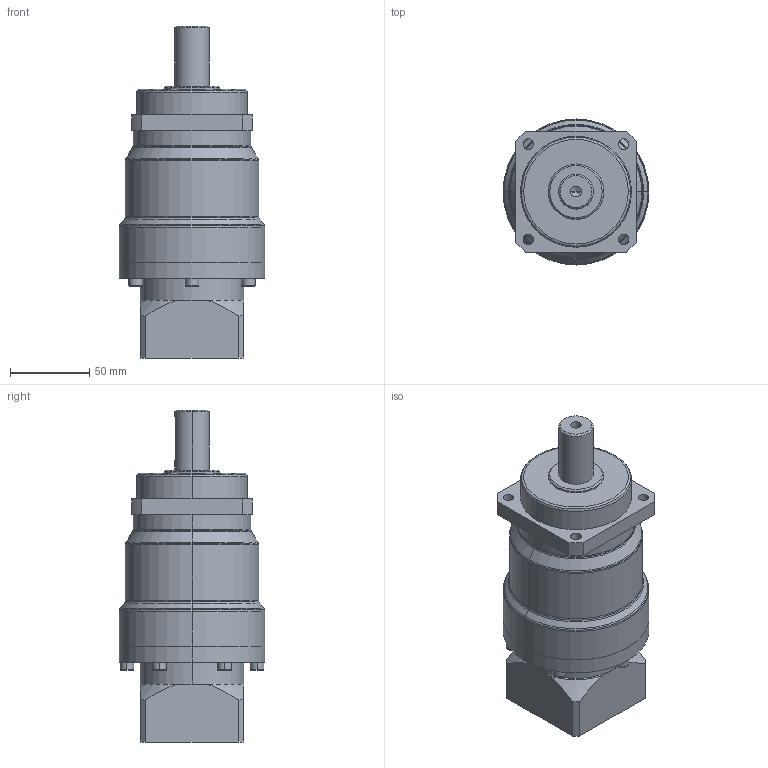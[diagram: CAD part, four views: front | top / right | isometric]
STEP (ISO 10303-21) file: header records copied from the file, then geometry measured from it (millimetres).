
FILE_DESCRIPTION((''),'2;1');
FILE_NAME('VRS75-S2-L3_ASM','2022-06-14T14:59:28',('Administrator'),(''),'CREO PARAMETRIC BY PTC INC, 2019010','CREO PARAMETRIC BY PTC INC, 2019010','');
FILE_SCHEMA(('CONFIG_CONTROL_DESIGN'));
Length unit declared in the file: millimetre
Products named in the file (3): _100001; 20001; VRS75-S2-L3_ASM
Assembly tree (2 placements, depth 2):
  VRS75-S2-L3_ASM
    _100001
    20001
Bounding box: 92 x 92 x 209.3 mm (x, y, z)
Volume: 835484.4 mm3; surface area: 86009 mm2
Topology: 2 solids, 2 shells, 284 faces, 673 edges, 421 vertices
Faces by surface type: plane 119, cylinder 80, torus 60, cone 25
Entity records: 8388 total; most frequent: DIRECTION 1538, CARTESIAN_POINT 1535, ORIENTED_EDGE 1326, EDGE_CURVE 663, AXIS2_PLACEMENT_3D 604, VERTEX_POINT 421, VECTOR 330, LINE 330
